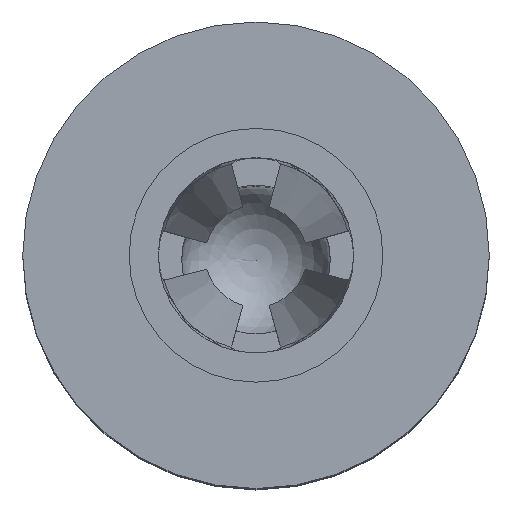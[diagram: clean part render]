
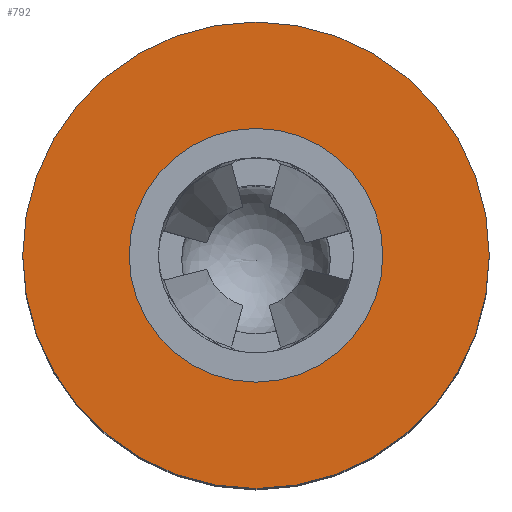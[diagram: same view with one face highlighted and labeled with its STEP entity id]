
A CAD part, top view. The second image highlights one B-rep face of the part: STEP entity #792.
In plain terms, the highlighted planar face has unit normal (0, 0, 1).
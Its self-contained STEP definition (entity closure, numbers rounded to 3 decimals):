
#169=FACE_BOUND('',#265,.T.);
#213=FACE_OUTER_BOUND('',#264,.T.);
#264=EDGE_LOOP('',(#721));
#265=EDGE_LOOP('',(#722));
#303=CIRCLE('',#891,0.435);
#309=CIRCLE('',#903,0.8);
#379=VERTEX_POINT('',#1986);
#385=VERTEX_POINT('',#2007);
#488=EDGE_CURVE('',#379,#379,#303,.T.);
#497=EDGE_CURVE('',#385,#385,#309,.T.);
#721=ORIENTED_EDGE('',*,*,#497,.T.);
#722=ORIENTED_EDGE('',*,*,#488,.T.);
#748=PLANE('',#904);
#792=ADVANCED_FACE('',(#213,#169),#748,.T.);
#891=AXIS2_PLACEMENT_3D('',#1987,#1113,#1114);
#903=AXIS2_PLACEMENT_3D('',#2008,#1140,#1141);
#904=AXIS2_PLACEMENT_3D('',#2010,#1143,#1144);
#1113=DIRECTION('center_axis',(0.,0.,-1.));
#1114=DIRECTION('ref_axis',(1.,0.,0.));
#1140=DIRECTION('center_axis',(0.,0.,1.));
#1141=DIRECTION('ref_axis',(1.,0.,0.));
#1143=DIRECTION('center_axis',(0.,0.,1.));
#1144=DIRECTION('ref_axis',(1.,0.,0.));
#1986=CARTESIAN_POINT('',(-0.435,0.,2.8));
#1987=CARTESIAN_POINT('Origin',(0.,0.,2.8));
#2007=CARTESIAN_POINT('',(-0.8,0.,2.8));
#2008=CARTESIAN_POINT('Origin',(0.,0.,2.8));
#2010=CARTESIAN_POINT('Origin',(0.,0.,2.8));
